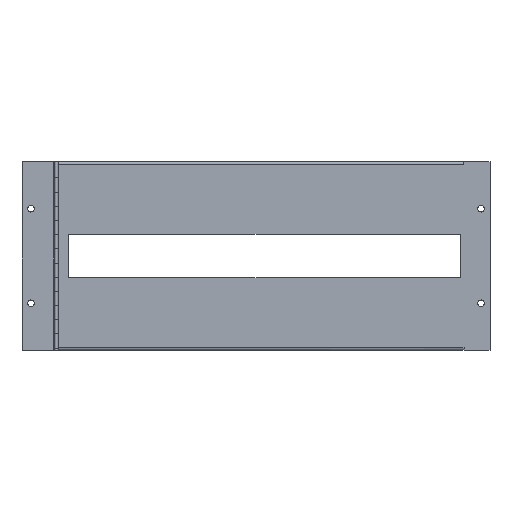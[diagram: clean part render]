
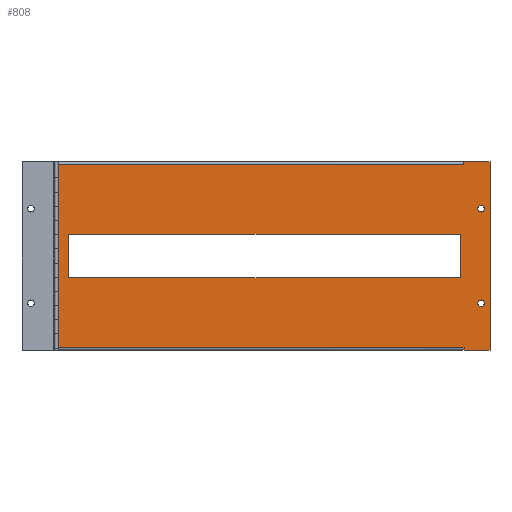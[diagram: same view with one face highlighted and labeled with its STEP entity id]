
A CAD part, top view. The second image highlights one B-rep face of the part: STEP entity #808.
In plain terms, the highlighted planar face has unit normal (0, 0, 1).
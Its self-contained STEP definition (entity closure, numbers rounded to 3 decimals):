
#647=FACE_BOUND('',#1172,.T.);
#648=FACE_BOUND('',#1173,.T.);
#649=FACE_BOUND('',#1174,.T.);
#650=FACE_BOUND('',#1175,.T.);
#707=CIRCLE('',#3243,3.5);
#709=CIRCLE('',#3246,3.5);
#808=ADVANCED_FACE('F2',(#647,#648,#649,#650),#939,.F.);
#939=PLANE('',#3275);
#1172=EDGE_LOOP('',(#1413,#1414,#1415,#1416,#1417,#1418,#1419,#1420));
#1173=EDGE_LOOP('',(#1421));
#1174=EDGE_LOOP('',(#1422));
#1175=EDGE_LOOP('',(#1423,#1424,#1425,#1426));
#1413=ORIENTED_EDGE('',*,*,#2361,.F.);
#1414=ORIENTED_EDGE('',*,*,#2359,.F.);
#1415=ORIENTED_EDGE('',*,*,#2333,.F.);
#1416=ORIENTED_EDGE('',*,*,#2315,.F.);
#1417=ORIENTED_EDGE('',*,*,#2312,.F.);
#1418=ORIENTED_EDGE('',*,*,#2309,.F.);
#1419=ORIENTED_EDGE('',*,*,#2306,.F.);
#1420=ORIENTED_EDGE('',*,*,#2362,.F.);
#1421=ORIENTED_EDGE('',*,*,#2302,.F.);
#1422=ORIENTED_EDGE('',*,*,#2299,.F.);
#1423=ORIENTED_EDGE('',*,*,#2288,.F.);
#1424=ORIENTED_EDGE('',*,*,#2291,.F.);
#1425=ORIENTED_EDGE('',*,*,#2294,.F.);
#1426=ORIENTED_EDGE('',*,*,#2296,.F.);
#2039=VERTEX_POINT('',#4193);
#2041=VERTEX_POINT('',#4197);
#2043=VERTEX_POINT('',#4203);
#2045=VERTEX_POINT('',#4209);
#2046=VERTEX_POINT('',#4216);
#2048=VERTEX_POINT('',#4222);
#2050=VERTEX_POINT('',#4228);
#2053=VERTEX_POINT('',#4233);
#2054=VERTEX_POINT('',#4237);
#2057=VERTEX_POINT('',#4244);
#2058=VERTEX_POINT('',#4249);
#2072=VERTEX_POINT('',#4289);
#2089=VERTEX_POINT('',#4348);
#2090=VERTEX_POINT('',#4352);
#2288=EDGE_CURVE('E4',#2041,#2039,#2660,.T.);
#2291=EDGE_CURVE('E3',#2043,#2041,#2663,.T.);
#2294=EDGE_CURVE('E2',#2045,#2043,#2666,.T.);
#2296=EDGE_CURVE('E1',#2039,#2045,#2668,.T.);
#2299=EDGE_CURVE('E9',#2046,#2046,#707,.T.);
#2302=EDGE_CURVE('E10',#2048,#2048,#709,.T.);
#2306=EDGE_CURVE('E12',#2053,#2050,#2674,.T.);
#2309=EDGE_CURVE('E13',#2050,#2054,#2677,.T.);
#2312=EDGE_CURVE('E14',#2054,#2057,#2680,.T.);
#2315=EDGE_CURVE('E15',#2057,#2058,#2682,.T.);
#2333=EDGE_CURVE('E16',#2058,#2072,#2699,.T.);
#2359=EDGE_CURVE('E17',#2072,#2089,#2717,.T.);
#2361=EDGE_CURVE('E18',#2089,#2090,#2718,.T.);
#2362=EDGE_CURVE('E11',#2090,#2053,#2719,.T.);
#2660=LINE('',#4198,#2950);
#2663=LINE('',#4204,#2953);
#2666=LINE('',#4210,#2956);
#2668=LINE('',#4213,#2958);
#2674=LINE('',#4234,#2964);
#2677=LINE('',#4240,#2967);
#2680=LINE('',#4246,#2970);
#2682=LINE('',#4252,#2972);
#2699=LINE('',#4288,#2989);
#2717=LINE('',#4347,#3007);
#2718=LINE('',#4351,#3008);
#2719=LINE('',#4353,#3009);
#2950=VECTOR('',#3463,1.);
#2953=VECTOR('',#3468,1.);
#2956=VECTOR('',#3473,1.);
#2958=VECTOR('',#3477,1.);
#2964=VECTOR('',#3497,1.);
#2967=VECTOR('',#3502,1.);
#2970=VECTOR('',#3507,1.);
#2972=VECTOR('',#3513,1.);
#2989=VECTOR('',#3544,1.);
#3007=VECTOR('',#3590,1.);
#3008=VECTOR('',#3595,1.);
#3009=VECTOR('',#3596,1.);
#3243=AXIS2_PLACEMENT_3D('',#4219,#3483,#3484);
#3246=AXIS2_PLACEMENT_3D('',#4225,#3490,#3491);
#3275=AXIS2_PLACEMENT_3D('',#4354,#3597,#3598);
#3463=DIRECTION('',(0.,1.,0.));
#3468=DIRECTION('',(1.,0.,0.));
#3473=DIRECTION('',(0.,-1.,0.));
#3477=DIRECTION('',(-1.,0.,0.));
#3483=DIRECTION('',(0.,0.,1.));
#3484=DIRECTION('',(1.,0.,0.));
#3490=DIRECTION('',(0.,0.,1.));
#3491=DIRECTION('',(1.,0.,0.));
#3497=DIRECTION('',(1.,0.,0.));
#3502=DIRECTION('',(0.,-1.,0.));
#3507=DIRECTION('',(-1.,0.,0.));
#3513=DIRECTION('',(0.,1.,0.));
#3544=DIRECTION('',(-1.,0.,0.));
#3590=DIRECTION('',(0.,1.,0.));
#3595=DIRECTION('',(1.,0.,0.));
#3596=DIRECTION('',(0.,1.,0.));
#3597=DIRECTION('',(0.,0.,-1.));
#3598=DIRECTION('',(0.,1.,0.));
#4193=CARTESIAN_POINT('',(-709.521,-1173.305,64.137));
#4197=CARTESIAN_POINT('',(-709.521,-1219.305,64.137));
#4198=CARTESIAN_POINT('',(-709.521,-1196.305,64.137));
#4203=CARTESIAN_POINT('',(-1123.521,-1219.305,64.137));
#4204=CARTESIAN_POINT('',(-816.521,-1219.305,64.137));
#4209=CARTESIAN_POINT('',(-1123.521,-1173.305,64.137));
#4210=CARTESIAN_POINT('',(-1123.521,-1196.305,64.137));
#4213=CARTESIAN_POINT('',(-816.521,-1173.305,64.137));
#4216=CARTESIAN_POINT('',(-684.021,-1146.305,64.137));
#4219=CARTESIAN_POINT('',(-687.521,-1146.305,64.137));
#4222=CARTESIAN_POINT('',(-684.021,-1246.305,64.137));
#4225=CARTESIAN_POINT('',(-687.521,-1246.305,64.137));
#4228=CARTESIAN_POINT('',(-678.021,-1096.555,64.137));
#4233=CARTESIAN_POINT('',(-705.521,-1096.555,64.137));
#4234=CARTESIAN_POINT('',(-691.771,-1096.555,64.137));
#4237=CARTESIAN_POINT('',(-678.021,-1296.055,64.137));
#4240=CARTESIAN_POINT('',(-678.021,-1246.305,64.137));
#4244=CARTESIAN_POINT('',(-705.521,-1296.055,64.137));
#4246=CARTESIAN_POINT('',(-691.771,-1296.055,64.137));
#4249=CARTESIAN_POINT('',(-705.521,-1293.255,64.137));
#4252=CARTESIAN_POINT('',(-705.522,-1096.525,64.137));
#4288=CARTESIAN_POINT('',(-505.491,-1293.255,64.137));
#4289=CARTESIAN_POINT('',(-1134.52,-1293.255,64.137));
#4347=CARTESIAN_POINT('',(-1134.519,-1411.03,64.137));
#4348=CARTESIAN_POINT('',(-1134.521,-1099.355,64.137));
#4351=CARTESIAN_POINT('',(-1134.551,-1099.355,64.137));
#4352=CARTESIAN_POINT('',(-705.521,-1099.355,64.137));
#4353=CARTESIAN_POINT('',(-705.521,-1097.955,64.137));
#4354=CARTESIAN_POINT('',(-477.991,-1096.525,64.137));
